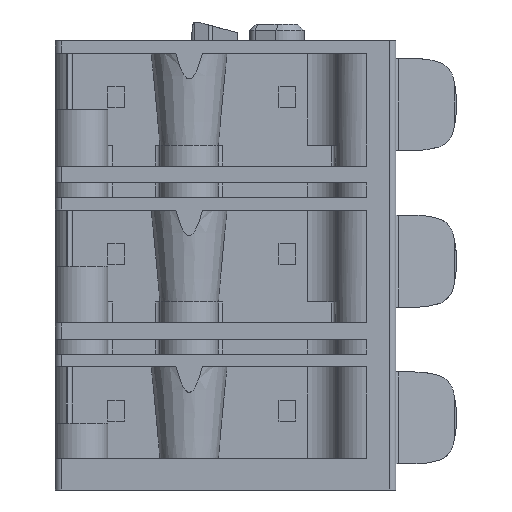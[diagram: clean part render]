
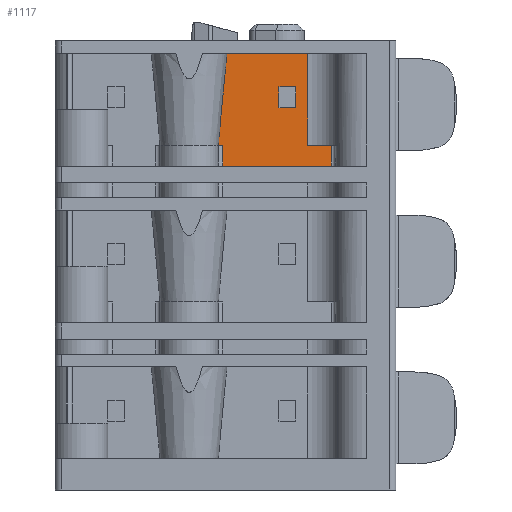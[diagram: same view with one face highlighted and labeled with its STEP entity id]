
A CAD part, front view. The second image highlights one B-rep face of the part: STEP entity #1117.
In plain terms, the highlighted planar face has unit normal (0, -1, 0).
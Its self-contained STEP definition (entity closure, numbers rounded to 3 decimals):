
#1117 = ADVANCED_FACE( '', ( #2299, #2300 ), #2301, .T. );
#2299 = FACE_OUTER_BOUND( '', #3535, .T. );
#2300 = FACE_BOUND( '', #3536, .T. );
#2301 = PLANE( '', #3537 );
#3535 = EDGE_LOOP( '', ( #6865, #6866, #6867, #6868, #6869, #6870, #6871, #6872 ) );
#3536 = EDGE_LOOP( '', ( #6873, #6874, #6875, #6876 ) );
#3537 = AXIS2_PLACEMENT_3D( '', #6877, #6878, #6879 );
#6865 = ORIENTED_EDGE( '', *, *, #7703, .T. );
#6866 = ORIENTED_EDGE( '', *, *, #8537, .T. );
#6867 = ORIENTED_EDGE( '', *, *, #8099, .F. );
#6868 = ORIENTED_EDGE( '', *, *, #7871, .F. );
#6869 = ORIENTED_EDGE( '', *, *, #8848, .F. );
#6870 = ORIENTED_EDGE( '', *, *, #8063, .T. );
#6871 = ORIENTED_EDGE( '', *, *, #8837, .T. );
#6872 = ORIENTED_EDGE( '', *, *, #8835, .F. );
#6873 = ORIENTED_EDGE( '', *, *, #8437, .T. );
#6874 = ORIENTED_EDGE( '', *, *, #8717, .T. );
#6875 = ORIENTED_EDGE( '', *, *, #8587, .T. );
#6876 = ORIENTED_EDGE( '', *, *, #8751, .T. );
#6877 = CARTESIAN_POINT( '', ( 0.972, 2., 19.4 ) );
#6878 = DIRECTION( '', ( 0., -1., 0. ) );
#6879 = DIRECTION( '', ( 0., 0., -1. ) );
#7703 = EDGE_CURVE( '', #9341, #9339, #9342, .T. );
#7871 = EDGE_CURVE( '', #9630, #9625, #9632, .T. );
#8063 = EDGE_CURVE( '', #9953, #9951, #9954, .T. );
#8099 = EDGE_CURVE( '', #9625, #10006, #10007, .T. );
#8437 = EDGE_CURVE( '', #10504, #10505, #10506, .T. );
#8537 = EDGE_CURVE( '', #9339, #10006, #10644, .F. );
#8587 = EDGE_CURVE( '', #10712, #10713, #10714, .T. );
#8717 = EDGE_CURVE( '', #10505, #10712, #10890, .T. );
#8751 = EDGE_CURVE( '', #10713, #10504, #10926, .T. );
#8835 = EDGE_CURVE( '', #9341, #11027, #11030, .T. );
#8837 = EDGE_CURVE( '', #9951, #11027, #11032, .T. );
#8848 = EDGE_CURVE( '', #9953, #9630, #11045, .T. );
#9339 = VERTEX_POINT( '', #11636 );
#9341 = VERTEX_POINT( '', #11638 );
#9342 = LINE( '', #11639, #11640 );
#9625 = VERTEX_POINT( '', #12017 );
#9630 = VERTEX_POINT( '', #12023 );
#9632 = LINE( '', #12025, #12026 );
#9951 = VERTEX_POINT( '', #12463 );
#9953 = VERTEX_POINT( '', #12465 );
#9954 = LINE( '', #12466, #12467 );
#10006 = VERTEX_POINT( '', #12542 );
#10007 = LINE( '', #12543, #12544 );
#10504 = VERTEX_POINT( '', #13278 );
#10505 = VERTEX_POINT( '', #13279 );
#10506 = LINE( '', #13280, #13281 );
#10644 = B_SPLINE_CURVE_WITH_KNOTS( '', 3, ( #13506, #13507, #13508, #13509, #13510, #13511, #13512, #13513, #13514, #13515, #13516, #13517, #13518 ), .UNSPECIFIED., .F., .F., ( 4, 3, 3, 3, 4 ), ( 0.002, 0.002, 0.003, 0.005, 0.007 ), .UNSPECIFIED. );
#10712 = VERTEX_POINT( '', #13609 );
#10713 = VERTEX_POINT( '', #13610 );
#10714 = LINE( '', #13611, #13612 );
#10890 = LINE( '', #13899, #13900 );
#10926 = LINE( '', #13952, #13953 );
#11027 = VERTEX_POINT( '', #14093 );
#11030 = LINE( '', #14097, #14098 );
#11032 = LINE( '', #14100, #14101 );
#11045 = LINE( '', #14118, #14119 );
#11636 = CARTESIAN_POINT( '', ( -2.909, 2., 19.4 ) );
#11638 = CARTESIAN_POINT( '', ( 0.972, 2., 19.4 ) );
#11639 = CARTESIAN_POINT( '', ( 0.972, 2., 19.4 ) );
#11640 = VECTOR( '', #14662, 1000. );
#12017 = CARTESIAN_POINT( '', ( -3.103, 2., 15. ) );
#12023 = CARTESIAN_POINT( '', ( -3.103, 2., 14. ) );
#12025 = CARTESIAN_POINT( '', ( -3.103, 2., 14. ) );
#12026 = VECTOR( '', #14885, 1000. );
#12463 = CARTESIAN_POINT( '', ( 2.1, 2., 15. ) );
#12465 = CARTESIAN_POINT( '', ( 2.1, 2., 14. ) );
#12466 = CARTESIAN_POINT( '', ( 2.1, 2., 14. ) );
#12467 = VECTOR( '', #15166, 1000. );
#12542 = CARTESIAN_POINT( '', ( -3.333, 2., 15. ) );
#12543 = CARTESIAN_POINT( '', ( 0.972, 2., 15. ) );
#12544 = VECTOR( '', #15202, 1000. );
#13278 = CARTESIAN_POINT( '', ( 0.4, 2., 16.8 ) );
#13279 = CARTESIAN_POINT( '', ( -0.4, 2., 16.8 ) );
#13280 = CARTESIAN_POINT( '', ( 0.972, 2., 16.8 ) );
#13281 = VECTOR( '', #15579, 1000. );
#13506 = CARTESIAN_POINT( '', ( -3.333, 2., 15. ) );
#13507 = CARTESIAN_POINT( '', ( -3.33, 2., 15.03 ) );
#13508 = CARTESIAN_POINT( '', ( -3.327, 2., 15.06 ) );
#13509 = CARTESIAN_POINT( '', ( -3.324, 2., 15.09 ) );
#13510 = CARTESIAN_POINT( '', ( -3.309, 2., 15.242 ) );
#13511 = CARTESIAN_POINT( '', ( -3.295, 2., 15.393 ) );
#13512 = CARTESIAN_POINT( '', ( -3.28, 2., 15.544 ) );
#13513 = CARTESIAN_POINT( '', ( -3.195, 2., 16.425 ) );
#13514 = CARTESIAN_POINT( '', ( -3.11, 2., 17.305 ) );
#13515 = CARTESIAN_POINT( '', ( -3.026, 2., 18.185 ) );
#13516 = CARTESIAN_POINT( '', ( -2.987, 2., 18.59 ) );
#13517 = CARTESIAN_POINT( '', ( -2.948, 2., 18.995 ) );
#13518 = CARTESIAN_POINT( '', ( -2.909, 2., 19.4 ) );
#13609 = CARTESIAN_POINT( '', ( -0.4, 2., 17.8 ) );
#13610 = CARTESIAN_POINT( '', ( 0.4, 2., 17.8 ) );
#13611 = CARTESIAN_POINT( '', ( 0.972, 2., 17.8 ) );
#13612 = VECTOR( '', #15750, 1000. );
#13899 = CARTESIAN_POINT( '', ( -0.4, 2., 19.4 ) );
#13900 = VECTOR( '', #15892, 1000. );
#13952 = CARTESIAN_POINT( '', ( 0.4, 2., 19.4 ) );
#13953 = VECTOR( '', #15918, 1000. );
#14093 = CARTESIAN_POINT( '', ( 0.972, 2., 15. ) );
#14097 = CARTESIAN_POINT( '', ( 0.972, 2., 19.4 ) );
#14098 = VECTOR( '', #16005, 1000. );
#14100 = CARTESIAN_POINT( '', ( 2.1, 2., 15. ) );
#14101 = VECTOR( '', #16006, 1000. );
#14118 = CARTESIAN_POINT( '', ( 2.1, 2., 14. ) );
#14119 = VECTOR( '', #16017, 1000. );
#14662 = DIRECTION( '', ( -1., 0., 0. ) );
#14885 = DIRECTION( '', ( 0., 0., 1. ) );
#15166 = DIRECTION( '', ( 0., 0., 1. ) );
#15202 = DIRECTION( '', ( -1., 0., 0. ) );
#15579 = DIRECTION( '', ( -1., 0., 0. ) );
#15750 = DIRECTION( '', ( 1., 0., 0. ) );
#15892 = DIRECTION( '', ( 0., 0., 1. ) );
#15918 = DIRECTION( '', ( 0., 0., -1. ) );
#16005 = DIRECTION( '', ( 0., 0., -1. ) );
#16006 = DIRECTION( '', ( -1., 0., 0. ) );
#16017 = DIRECTION( '', ( -1., 0., 0. ) );
